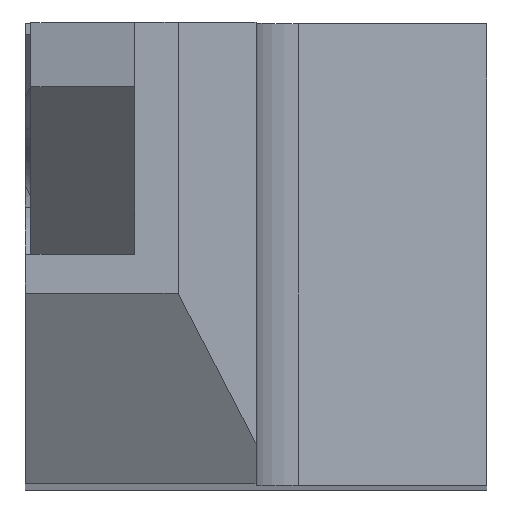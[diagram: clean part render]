
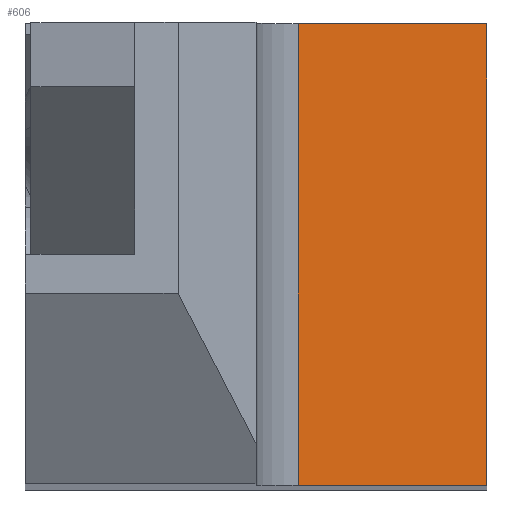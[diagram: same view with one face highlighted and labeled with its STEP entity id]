
A CAD part, top view. The second image highlights one B-rep face of the part: STEP entity #606.
In plain terms, the highlighted planar face has unit normal (0.707, 0, 0.707).
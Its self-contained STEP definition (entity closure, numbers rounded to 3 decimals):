
#146 = DIRECTION ( 'NONE',  ( -0.707, 0., -0.707 ) ) ;
#150 = DIRECTION ( 'NONE',  ( 0.707, 0., -0.707 ) ) ;
#169 = PLANE ( 'NONE',  #1149 ) ;
#229 = CARTESIAN_POINT ( 'NONE',  ( 25.464, 0., -31.536 ) ) ;
#258 = EDGE_CURVE ( 'NONE', #1283, #1235, #1420, .T. ) ;
#296 = CARTESIAN_POINT ( 'NONE',  ( 25.464, 0., -31.536 ) ) ;
#354 = LINE ( 'NONE', #1395, #1087 ) ;
#368 = LINE ( 'NONE', #1154, #771 ) ;
#372 = ORIENTED_EDGE ( 'NONE', *, *, #258, .T. ) ;
#447 = EDGE_CURVE ( 'NONE', #633, #1605, #368, .T. ) ;
#461 = CARTESIAN_POINT ( 'NONE',  ( 32., 16., -38.071 ) ) ;
#606 = ADVANCED_FACE ( 'NONE', ( #1205 ), #169, .F. ) ;
#633 = VERTEX_POINT ( 'NONE', #1374 ) ;
#771 = VECTOR ( 'NONE', #1176, 1000. ) ;
#779 = LINE ( 'NONE', #994, #1103 ) ;
#847 = ORIENTED_EDGE ( 'NONE', *, *, #1218, .F. ) ;
#849 = EDGE_CURVE ( 'NONE', #1235, #1605, #354, .T. ) ;
#957 = CARTESIAN_POINT ( 'NONE',  ( 32., 0., -38.071 ) ) ;
#962 = ORIENTED_EDGE ( 'NONE', *, *, #849, .T. ) ;
#994 = CARTESIAN_POINT ( 'NONE',  ( 25.464, 0., -31.536 ) ) ;
#1014 = DIRECTION ( 'NONE',  ( 0., 1., 0. ) ) ;
#1087 = VECTOR ( 'NONE', #1415, 1000. ) ;
#1103 = VECTOR ( 'NONE', #1014, 1000. ) ;
#1149 = AXIS2_PLACEMENT_3D ( 'NONE', #296, #146, #150 ) ;
#1154 = CARTESIAN_POINT ( 'NONE',  ( 25.464, 16., -31.536 ) ) ;
#1176 = DIRECTION ( 'NONE',  ( 0.707, 0., -0.707 ) ) ;
#1198 = ORIENTED_EDGE ( 'NONE', *, *, #447, .F. ) ;
#1205 = FACE_OUTER_BOUND ( 'NONE', #1622, .T. ) ;
#1218 = EDGE_CURVE ( 'NONE', #1283, #633, #779, .T. ) ;
#1235 = VERTEX_POINT ( 'NONE', #957 ) ;
#1283 = VERTEX_POINT ( 'NONE', #229 ) ;
#1374 = CARTESIAN_POINT ( 'NONE',  ( 25.464, 16., -31.536 ) ) ;
#1384 = VECTOR ( 'NONE', #1624, 1000. ) ;
#1395 = CARTESIAN_POINT ( 'NONE',  ( 32., 0., -38.071 ) ) ;
#1415 = DIRECTION ( 'NONE',  ( 0., 1., 0. ) ) ;
#1420 = LINE ( 'NONE', #1461, #1384 ) ;
#1461 = CARTESIAN_POINT ( 'NONE',  ( 25.464, 0., -31.536 ) ) ;
#1605 = VERTEX_POINT ( 'NONE', #461 ) ;
#1622 = EDGE_LOOP ( 'NONE', ( #1198, #847, #372, #962 ) ) ;
#1624 = DIRECTION ( 'NONE',  ( 0.707, 0., -0.707 ) ) ;
